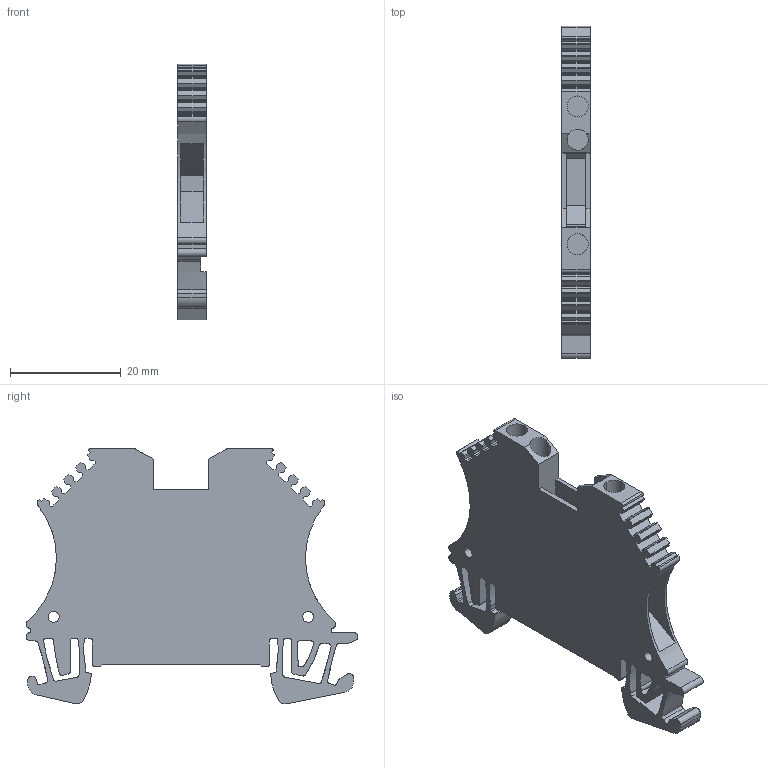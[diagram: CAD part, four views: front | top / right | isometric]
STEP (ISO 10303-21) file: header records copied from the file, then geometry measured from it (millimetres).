
FILE_DESCRIPTION(('CATIA V5 STEP Exchange','CAx-IF Rec.Pracs.--- Model Styling and Organization---1.5--- 2016-08-15','CAx-IF Rec.Pracs.---Supplemental Geometry---1.0---2011-11-01','CAx-IF Rec.Pracs.--- Composite Materials ---1.1---2010-07-15'),'2;1');
FILE_NAME ('D1456939_1', '2025-09-22T05:25:06+00:00', ('none'), ('Weidmueller'), 'CATIA Version 5-6 Release 2024 SP4', 'CATIA V5 STEP AP214 v3', 'none');
FILE_SCHEMA(('AUTOMOTIVE_DESIGN { 1 0 10303 214 1 1 1 1 }'));
Length unit declared in the file: millimetre
Products named in the file (1): 1833840000
Bounding box: 5.1 x 60 x 46.25 mm (x, y, z)
Volume: 7760.1 mm3; surface area: 6765.1 mm2
Topology: 1 solids, 2 shells, 318 faces, 943 edges, 631 vertices
Faces by surface type: plane 219, cylinder 99
Entity records: 10146 total; most frequent: ORIENTED_EDGE 1886, CARTESIAN_POINT 1862, DIRECTION 1436, EDGE_CURVE 943, VECTOR 717, LINE 717, VERTEX_POINT 631, AXIS2_PLACEMENT_3D 472
